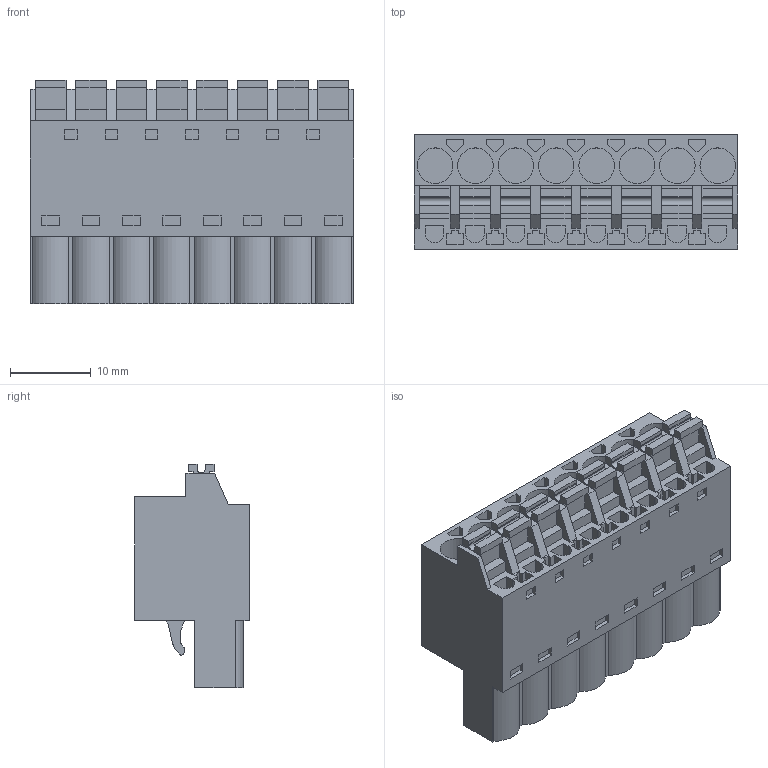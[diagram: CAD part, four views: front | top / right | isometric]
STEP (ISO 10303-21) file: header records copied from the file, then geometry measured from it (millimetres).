
FILE_DESCRIPTION(('CATIA V5 STEP Exchange','CAx-IF Rec.Pracs.--- Model Styling and Organization---1.2---2011-12-15'),'2;1');
FILE_NAME ('D1446751_0_1017740000_1017740000.stp','2017-04-27T12:04:39+00:00',('none'),('Weidmueller'),'CATIA Version 5-6 Release 2014','CATIA V5 STEP AP214','none');
FILE_SCHEMA(('AUTOMOTIVE_DESIGN { 1 0 10303 214 1 1 1 1 }'));
Length unit declared in the file: millimetre
Products named in the file (1): 1017740000
Bounding box: 40 x 14.2 x 27.73 mm (x, y, z)
Volume: 10039.7 mm3; surface area: 5566.7 mm2
Topology: 9 solids, 9 shells, 671 faces, 1947 edges, 1357 vertices
Faces by surface type: plane 607, cylinder 60, extrusion 4
Entity records: 21728 total; most frequent: CARTESIAN_POINT 4012, ORIENTED_EDGE 3894, DIRECTION 2829, EDGE_CURVE 1947, VECTOR 1808, LINE 1804, VERTEX_POINT 1357, EDGE_LOOP 748
